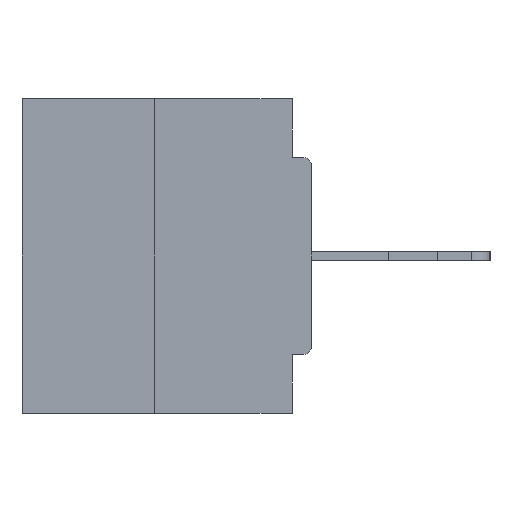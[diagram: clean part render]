
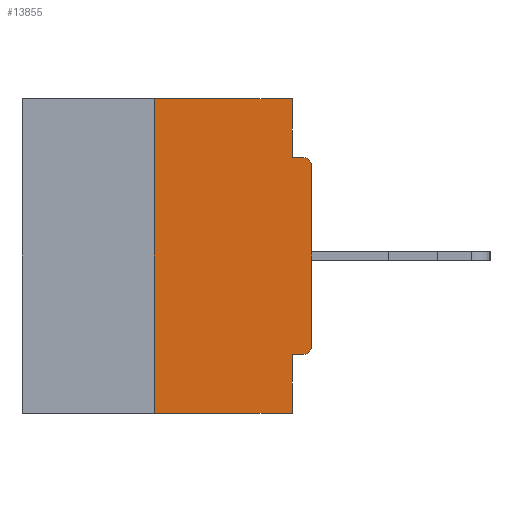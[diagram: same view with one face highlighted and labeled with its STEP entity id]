
A CAD part, left-side view. The second image highlights one B-rep face of the part: STEP entity #13855.
In plain terms, the highlighted planar face has unit normal (-1, 0, 0).
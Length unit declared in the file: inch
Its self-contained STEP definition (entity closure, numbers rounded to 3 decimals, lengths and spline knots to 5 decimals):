
#608 = DIRECTION ( 'NONE',  ( 0., 0., 1. ) ) ;
#1117 = EDGE_CURVE ( 'NONE', #3977, #7255, #11111, .T. ) ;
#1123 = ORIENTED_EDGE ( 'NONE', *, *, #5079, .F. ) ;
#1134 = VECTOR ( 'NONE', #608, 39.37008 ) ;
#1564 = LINE ( 'NONE', #16379, #2324 ) ;
#2324 = VECTOR ( 'NONE', #2349, 39.37008 ) ;
#2349 = DIRECTION ( 'NONE',  ( 0., 0., -1. ) ) ;
#2717 = CARTESIAN_POINT ( 'NONE',  ( 0., 0.46, 0. ) ) ;
#3404 = LINE ( 'NONE', #7714, #1134 ) ;
#3490 = CARTESIAN_POINT ( 'NONE',  ( 0., 0., -0.1085 ) ) ;
#3977 = VERTEX_POINT ( 'NONE', #19629 ) ;
#4348 = DIRECTION ( 'NONE',  ( 0., -1., 0. ) ) ;
#4671 = CARTESIAN_POINT ( 'NONE',  ( 0., 0.031, -0.5 ) ) ;
#4898 = VECTOR ( 'NONE', #4991, 39.37008 ) ;
#4991 = DIRECTION ( 'NONE',  ( 0., -1., 0. ) ) ;
#5079 = EDGE_CURVE ( 'NONE', #17203, #16233, #26216, .T. ) ;
#5288 = ORIENTED_EDGE ( 'NONE', *, *, #26021, .F. ) ;
#5552 = LINE ( 'NONE', #21901, #10303 ) ;
#5686 = CARTESIAN_POINT ( 'NONE',  ( 0., 0.031, 0. ) ) ;
#6363 = ORIENTED_EDGE ( 'NONE', *, *, #7608, .F. ) ;
#6391 = EDGE_CURVE ( 'NONE', #22458, #16668, #3404, .T. ) ;
#6540 = CARTESIAN_POINT ( 'NONE',  ( 0., 0., -0.0935 ) ) ;
#6919 = CARTESIAN_POINT ( 'NONE',  ( 0., 0.031, -0.4065 ) ) ;
#7173 = EDGE_CURVE ( 'NONE', #16233, #3977, #29369, .T. ) ;
#7255 = VERTEX_POINT ( 'NONE', #22282 ) ;
#7430 = CARTESIAN_POINT ( 'NONE',  ( 0., 0.25, -0.5 ) ) ;
#7608 = EDGE_CURVE ( 'NONE', #18275, #17203, #5552, .T. ) ;
#7693 = DIRECTION ( 'NONE',  ( -1., 0., 0. ) ) ;
#7714 = CARTESIAN_POINT ( 'NONE',  ( 0., 0., 0. ) ) ;
#7866 = ORIENTED_EDGE ( 'NONE', *, *, #10425, .T. ) ;
#8381 = VECTOR ( 'NONE', #4348, 39.37008 ) ;
#8902 = CARTESIAN_POINT ( 'NONE',  ( 0., 0.031, 0. ) ) ;
#8962 = DIRECTION ( 'NONE',  ( 0., 1., 0. ) ) ;
#8979 = ORIENTED_EDGE ( 'NONE', *, *, #10278, .F. ) ;
#9443 = CARTESIAN_POINT ( 'NONE',  ( 0., 0.46, 0. ) ) ;
#10278 = EDGE_CURVE ( 'NONE', #19539, #16327, #29573, .T. ) ;
#10303 = VECTOR ( 'NONE', #10394, 39.37008 ) ;
#10394 = DIRECTION ( 'NONE',  ( 0., 0., 1. ) ) ;
#10425 = EDGE_CURVE ( 'NONE', #18275, #24241, #20667, .T. ) ;
#11111 = LINE ( 'NONE', #6540, #4898 ) ;
#11446 = DIRECTION ( 'NONE',  ( -1., 0., 0. ) ) ;
#11684 = PLANE ( 'NONE',  #29459 ) ;
#11786 = DIRECTION ( 'NONE',  ( 0., 0., -1. ) ) ;
#13855 = ADVANCED_FACE ( 'NONE', ( #28312 ), #11684, .F. ) ;
#13978 = CARTESIAN_POINT ( 'NONE',  ( 0., 0., -0.3915 ) ) ;
#14094 = VECTOR ( 'NONE', #19028, 39.37008 ) ;
#14972 = DIRECTION ( 'NONE',  ( 0., 0., -1. ) ) ;
#16028 = AXIS2_PLACEMENT_3D ( 'NONE', #25167, #11446, #27480 ) ;
#16233 = VERTEX_POINT ( 'NONE', #8902 ) ;
#16327 = VERTEX_POINT ( 'NONE', #6919 ) ;
#16379 = CARTESIAN_POINT ( 'NONE',  ( 0., 0.031, -0.5 ) ) ;
#16668 = VERTEX_POINT ( 'NONE', #3490 ) ;
#17203 = VERTEX_POINT ( 'NONE', #21732 ) ;
#17494 = CARTESIAN_POINT ( 'NONE',  ( 0., 0.015, -0.4065 ) ) ;
#18109 = CIRCLE ( 'NONE', #16028, 0.015 ) ;
#18274 = CARTESIAN_POINT ( 'NONE',  ( 0., 0.46, -0.5 ) ) ;
#18275 = VERTEX_POINT ( 'NONE', #7430 ) ;
#19028 = DIRECTION ( 'NONE',  ( 0., -1., 0. ) ) ;
#19539 = VERTEX_POINT ( 'NONE', #17494 ) ;
#19629 = CARTESIAN_POINT ( 'NONE',  ( 0., 0.031, -0.0935 ) ) ;
#19892 = EDGE_LOOP ( 'NONE', ( #1123, #6363, #7866, #5288, #8979, #27288, #22667, #28705, #24791, #26210 ) ) ;
#20667 = LINE ( 'NONE', #18274, #8381 ) ;
#21150 = EDGE_CURVE ( 'NONE', #19539, #22458, #25983, .T. ) ;
#21539 = CARTESIAN_POINT ( 'NONE',  ( 0., 0.015, -0.3915 ) ) ;
#21732 = CARTESIAN_POINT ( 'NONE',  ( 0., 0.25, 0. ) ) ;
#21810 = EDGE_CURVE ( 'NONE', #16668, #7255, #18109, .T. ) ;
#21901 = CARTESIAN_POINT ( 'NONE',  ( 0., 0.25, 0. ) ) ;
#22282 = CARTESIAN_POINT ( 'NONE',  ( 0., 0.015, -0.0935 ) ) ;
#22458 = VERTEX_POINT ( 'NONE', #13978 ) ;
#22667 = ORIENTED_EDGE ( 'NONE', *, *, #6391, .T. ) ;
#22752 = CARTESIAN_POINT ( 'NONE',  ( 0., 0., -0.4065 ) ) ;
#23304 = VECTOR ( 'NONE', #14972, 39.37008 ) ;
#23496 = VECTOR ( 'NONE', #8962, 39.37008 ) ;
#23809 = DIRECTION ( 'NONE',  ( 0., 0., -1. ) ) ;
#24241 = VERTEX_POINT ( 'NONE', #4671 ) ;
#24791 = ORIENTED_EDGE ( 'NONE', *, *, #1117, .F. ) ;
#25167 = CARTESIAN_POINT ( 'NONE',  ( 0., 0.015, -0.1085 ) ) ;
#25484 = DIRECTION ( 'NONE',  ( 1., 0., 0. ) ) ;
#25983 = CIRCLE ( 'NONE', #26897, 0.015 ) ;
#26021 = EDGE_CURVE ( 'NONE', #16327, #24241, #1564, .T. ) ;
#26210 = ORIENTED_EDGE ( 'NONE', *, *, #7173, .F. ) ;
#26216 = LINE ( 'NONE', #2717, #14094 ) ;
#26897 = AXIS2_PLACEMENT_3D ( 'NONE', #21539, #7693, #23809 ) ;
#27288 = ORIENTED_EDGE ( 'NONE', *, *, #21150, .T. ) ;
#27480 = DIRECTION ( 'NONE',  ( 0., 0., -1. ) ) ;
#28312 = FACE_OUTER_BOUND ( 'NONE', #19892, .T. ) ;
#28705 = ORIENTED_EDGE ( 'NONE', *, *, #21810, .T. ) ;
#29369 = LINE ( 'NONE', #5686, #23304 ) ;
#29459 = AXIS2_PLACEMENT_3D ( 'NONE', #9443, #25484, #11786 ) ;
#29573 = LINE ( 'NONE', #22752, #23496 ) ;
